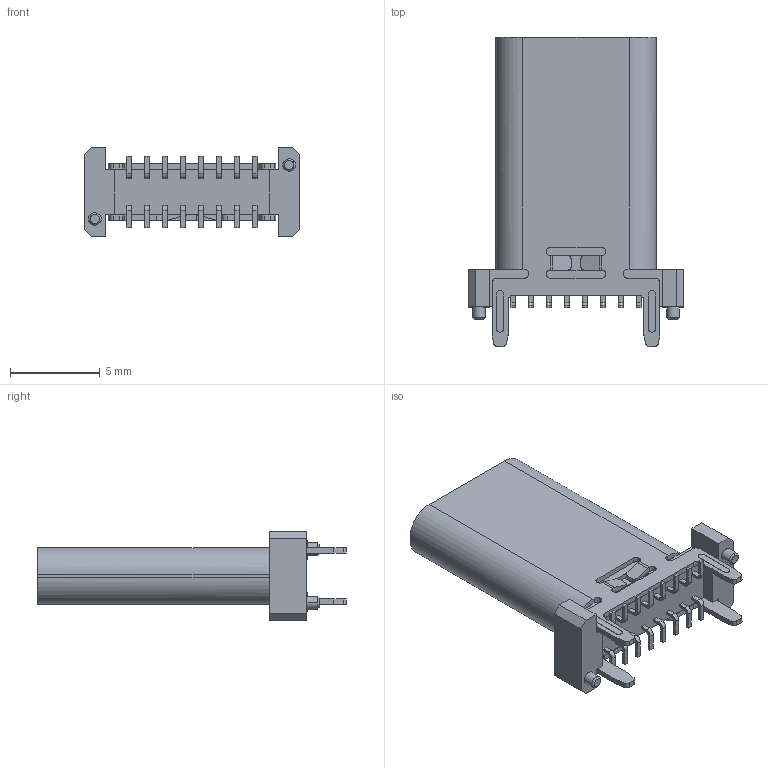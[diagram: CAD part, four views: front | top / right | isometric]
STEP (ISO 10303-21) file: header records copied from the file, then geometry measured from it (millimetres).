
FILE_DESCRIPTION((''),'2;1');
FILE_NAME('TYPE-C_16P___A_H_10001','2025-02-28T09:06:48',('Administrator'),(''),'CREO PARAMETRIC BY PTC INC, 2020154','CREO PARAMETRIC BY PTC INC, 2020154','');
FILE_SCHEMA(('AUTOMOTIVE_DESIGN { 1 0 10303 214 1 1 1 1 }'));
Length unit declared in the file: millimetre
Products named in the file (1): TYPE-C_16P___A_H_10001
Bounding box: 12 x 17.2 x 5 mm (x, y, z)
Volume: 325 mm3; surface area: 1003.6 mm2
Topology: 1 solids, 1 shells, 542 faces, 1531 edges, 1010 vertices
Faces by surface type: plane 374, cylinder 156, cone 12
Entity records: 22293 total; most frequent: CARTESIAN_POINT 3303, ORIENTED_EDGE 3062, DIRECTION 2900, PRESENTATION_STYLE_ASSIGNMENT 1532, STYLED_ITEM 1532, CURVE_STYLE 1531, EDGE_CURVE 1531, VECTOR 1160
